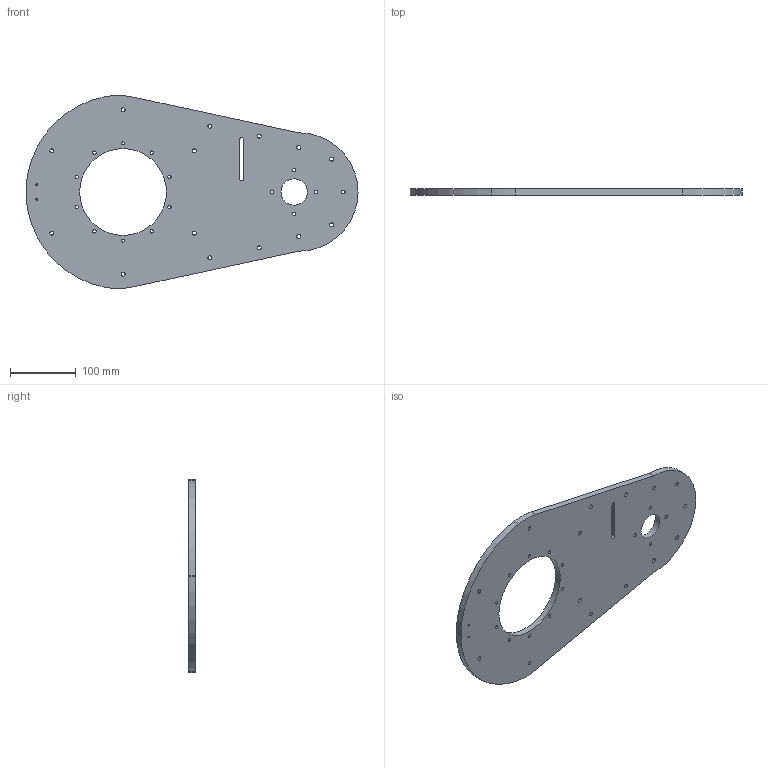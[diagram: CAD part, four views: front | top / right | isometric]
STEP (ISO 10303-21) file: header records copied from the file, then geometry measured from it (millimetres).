
FILE_DESCRIPTION(/* description */ (''),/* implementation_level */ '2;1');
FILE_NAME(/* name */ 'Sheet2(Rev1).stp',/* time_stamp */ '2021-06-22T19:33:00+01:00',/* author */ ('ferrerx'),/* organization */ (''),/* preprocessor_version */ 'ST-DEVELOPER v18',/* originating_system */ 'Autodesk Inventor 2020',/* authorisation */ '');
FILE_SCHEMA (('AUTOMOTIVE_DESIGN { 1 0 10303 214 3 1 1 }'));
Length unit declared in the file: millimetre
Products named in the file (1): Sheet2
Bounding box: 504.5 x 10 x 293.59 mm (x, y, z)
Volume: 942444.5 mm3; surface area: 213426.1 mm2
Topology: 1 solids, 1 shells, 49 faces, 207 edges, 160 vertices
Faces by surface type: cylinder 40, plane 9
Full cylindrical faces by diameter (mm): 3 x2, 5 x14, 6 x15, 40 x1, 132 x1
Entity records: 2492 total; most frequent: DIRECTION 453, CARTESIAN_POINT 417, ORIENTED_EDGE 414, EDGE_CURVE 207, AXIS2_PLACEMENT_3D 196, VERTEX_POINT 160, CIRCLE 146, EDGE_LOOP 117
